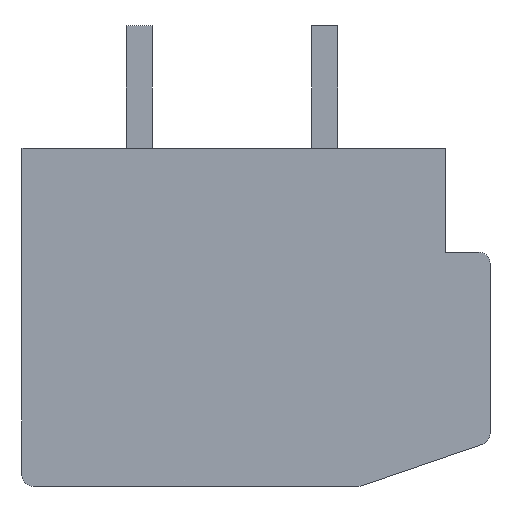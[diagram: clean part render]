
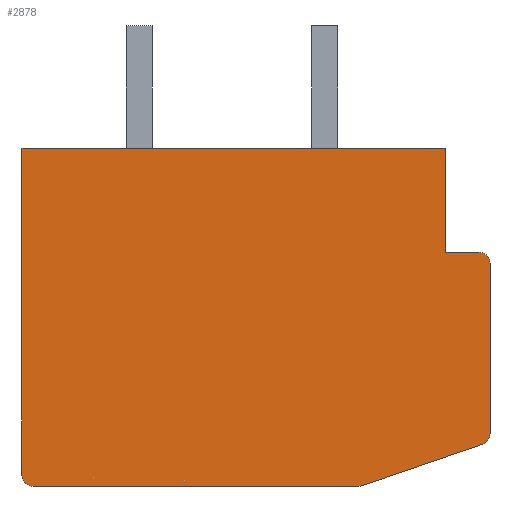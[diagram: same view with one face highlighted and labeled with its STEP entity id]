
A CAD part, front view. The second image highlights one B-rep face of the part: STEP entity #2878.
In plain terms, the highlighted planar face has unit normal (0, -1, 0).
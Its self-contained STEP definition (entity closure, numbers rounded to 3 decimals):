
#1=CARTESIAN_POINT('',(6.,-28.28,-3.136));
#2=DIRECTION('',(0.,-1.,0.));
#3=DIRECTION('',(0.324,0.,-0.946));
#4=AXIS2_PLACEMENT_3D('',#1,#2,#3);
#6=DIRECTION('',(-0.946,0.,-0.324));
#7=VECTOR('',#6,3.486);
#8=CARTESIAN_POINT('',(6.097,-28.28,-3.419));
#9=LINE('',#8,#7);
#10=DIRECTION('',(-1.,0.,0.));
#11=VECTOR('',#10,8.8);
#12=CARTESIAN_POINT('',(2.8,-28.28,-4.55));
#13=LINE('',#12,#11);
#14=CARTESIAN_POINT('',(-6.,-28.28,-4.25));
#15=DIRECTION('',(0.,-1.,0.));
#16=DIRECTION('',(-1.,0.,0.));
#17=AXIS2_PLACEMENT_3D('',#14,#15,#16);
#19=DIRECTION('',(0.,0.,1.));
#20=VECTOR('',#19,8.8);
#21=CARTESIAN_POINT('',(-6.3,-28.28,-4.25));
#22=LINE('',#21,#20);
#23=DIRECTION('',(1.,0.,0.));
#24=VECTOR('',#23,11.4);
#25=CARTESIAN_POINT('',(-6.3,-28.28,4.55));
#26=LINE('',#25,#24);
#27=DIRECTION('',(0.,0.,-1.));
#28=VECTOR('',#27,2.8);
#29=CARTESIAN_POINT('',(5.1,-28.28,4.55));
#30=LINE('',#29,#28);
#31=DIRECTION('',(1.,0.,0.));
#32=VECTOR('',#31,0.9);
#33=CARTESIAN_POINT('',(5.1,-28.28,1.75));
#34=LINE('',#33,#32);
#35=CARTESIAN_POINT('',(6.,-28.28,1.45));
#36=DIRECTION('',(0.,-1.,0.));
#37=DIRECTION('',(1.,0.,0.));
#38=AXIS2_PLACEMENT_3D('',#35,#36,#37);
#40=DIRECTION('',(0.,0.,-1.));
#41=VECTOR('',#40,4.586);
#42=CARTESIAN_POINT('',(6.3,-28.28,1.45));
#43=LINE('',#42,#41);
#2203=CARTESIAN_POINT('',(-6.3,-28.28,4.55));
#2204=CARTESIAN_POINT('',(5.1,-28.28,4.55));
#2205=VERTEX_POINT('',#2203);
#2206=VERTEX_POINT('',#2204);
#2207=CARTESIAN_POINT('',(5.1,-28.28,1.75));
#2208=VERTEX_POINT('',#2207);
#2209=CARTESIAN_POINT('',(6.097,-28.28,-3.419));
#2210=CARTESIAN_POINT('',(6.3,-28.28,-3.136));
#2211=VERTEX_POINT('',#2209);
#2212=VERTEX_POINT('',#2210);
#2213=CARTESIAN_POINT('',(6.3,-28.28,1.45));
#2214=CARTESIAN_POINT('',(6.,-28.28,1.75));
#2215=VERTEX_POINT('',#2213);
#2216=VERTEX_POINT('',#2214);
#2217=CARTESIAN_POINT('',(-6.3,-28.28,-4.25));
#2218=CARTESIAN_POINT('',(-6.,-28.28,-4.55));
#2219=VERTEX_POINT('',#2217);
#2220=VERTEX_POINT('',#2218);
#2221=CARTESIAN_POINT('',(2.8,-28.28,-4.55));
#2222=VERTEX_POINT('',#2221);
#2851=CARTESIAN_POINT('',(0.,-28.28,0.));
#2852=DIRECTION('',(0.,1.,0.));
#2853=DIRECTION('',(1.,0.,0.));
#2854=AXIS2_PLACEMENT_3D('',#2851,#2852,#2853);
#2855=PLANE('',#2854);
#2857=ORIENTED_EDGE('',*,*,#2856,.F.);
#2859=ORIENTED_EDGE('',*,*,#2858,.T.);
#2861=ORIENTED_EDGE('',*,*,#2860,.T.);
#2863=ORIENTED_EDGE('',*,*,#2862,.F.);
#2865=ORIENTED_EDGE('',*,*,#2864,.T.);
#2867=ORIENTED_EDGE('',*,*,#2866,.T.);
#2869=ORIENTED_EDGE('',*,*,#2868,.T.);
#2871=ORIENTED_EDGE('',*,*,#2870,.T.);
#2873=ORIENTED_EDGE('',*,*,#2872,.F.);
#2875=ORIENTED_EDGE('',*,*,#2874,.T.);
#2876=EDGE_LOOP('',(#2857,#2859,#2861,#2863,#2865,#2867,#2869,#2871,#2873,
#2875));
#2877=FACE_OUTER_BOUND('',#2876,.F.);
#2878=ADVANCED_FACE('',(#2877),#2855,.F.);
#5=CIRCLE('',#4,0.3);
#18=CIRCLE('',#17,0.3);
#39=CIRCLE('',#38,0.3);
#2856=EDGE_CURVE('',#2211,#2212,#5,.T.);
#2858=EDGE_CURVE('',#2211,#2222,#9,.T.);
#2860=EDGE_CURVE('',#2222,#2220,#13,.T.);
#2862=EDGE_CURVE('',#2219,#2220,#18,.T.);
#2864=EDGE_CURVE('',#2219,#2205,#22,.T.);
#2866=EDGE_CURVE('',#2205,#2206,#26,.T.);
#2868=EDGE_CURVE('',#2206,#2208,#30,.T.);
#2870=EDGE_CURVE('',#2208,#2216,#34,.T.);
#2872=EDGE_CURVE('',#2215,#2216,#39,.T.);
#2874=EDGE_CURVE('',#2215,#2212,#43,.T.);
